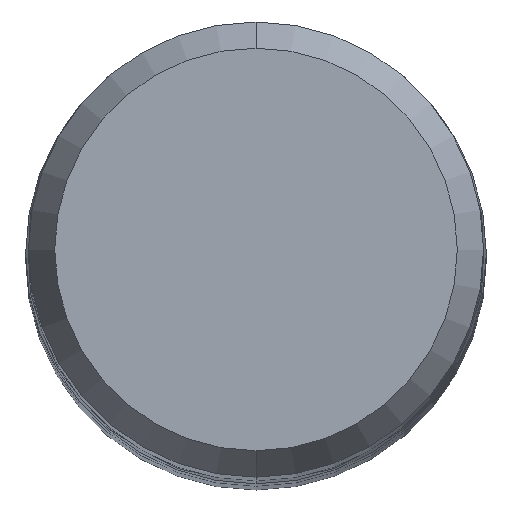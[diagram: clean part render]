
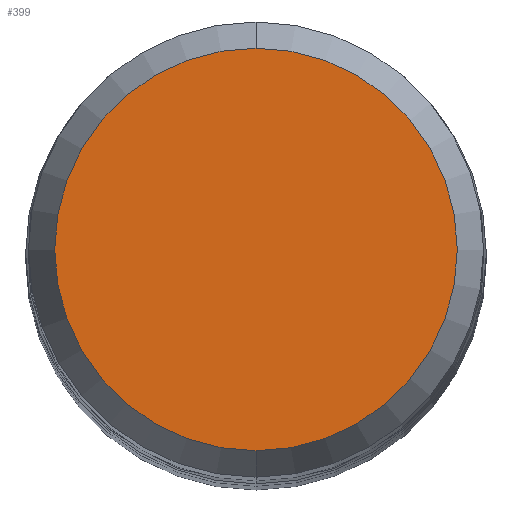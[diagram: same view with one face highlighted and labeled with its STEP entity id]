
A CAD part, top view. The second image highlights one B-rep face of the part: STEP entity #399.
In plain terms, the highlighted planar face has unit normal (0, 0, 1).
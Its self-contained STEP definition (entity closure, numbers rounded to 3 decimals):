
#185=VERTEX_POINT('',#478);
#209=EDGE_CURVE('',#379,#185,#503,.T.);
#303=EDGE_CURVE('',#185,#379,#605,.T.);
#379=VERTEX_POINT('',#690);
#399=ADVANCED_FACE('',(#712),#713,.T.);
#478=CARTESIAN_POINT('',(0.0,3.538,0.0));
#503=CIRCLE('',#873,3.538);
#605=CIRCLE('',#1054,3.538);
#690=CARTESIAN_POINT('',(0.,-3.538,0.0));
#712=FACE_OUTER_BOUND('',#1312,.T.);
#713=PLANE('',#1313);
#873=AXIS2_PLACEMENT_3D('',#1420,#1421,#1422);
#1054=AXIS2_PLACEMENT_3D('',#1537,#1538,#1539);
#1312=EDGE_LOOP('',(#1668,#1669));
#1313=AXIS2_PLACEMENT_3D('',#1670,#1671,#1672);
#1420=CARTESIAN_POINT('',(0.0,0.0,0.0));
#1421=DIRECTION('',(0.0,0.0,-1.0));
#1422=DIRECTION('',(0.0,1.0,0.0));
#1537=CARTESIAN_POINT('',(0.0,0.0,0.0));
#1538=DIRECTION('',(0.0,0.0,-1.0));
#1539=DIRECTION('',(0.0,1.0,0.0));
#1668=ORIENTED_EDGE('',*,*,#303,.F.);
#1669=ORIENTED_EDGE('',*,*,#209,.F.);
#1670=CARTESIAN_POINT('',(0.0,1.769,0.0));
#1671=DIRECTION('',(-0.0,0.0,1.0));
#1672=DIRECTION('',(0.0,-1.0,0.0));
